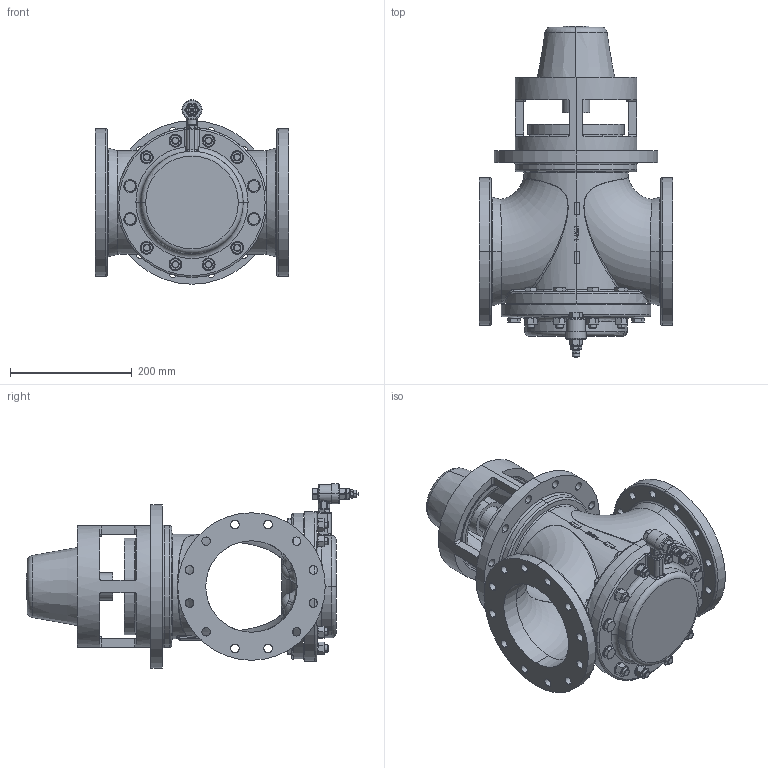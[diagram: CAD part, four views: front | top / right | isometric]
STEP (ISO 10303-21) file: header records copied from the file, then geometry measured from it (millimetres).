
FILE_DESCRIPTION (( 'STEP AP214' ), '1' );
FILE_NAME ('BO150-T_14560.STEP', '2012-09-27T06:48:10', ( 'Admin2' ), ( '' ), 'SwSTEP 2.0', 'SolidWorks 2010', '' );
FILE_SCHEMA (( 'AUTOMOTIVE_DESIGN' ));
Length unit declared in the file: millimetre
Products named in the file (1): BO150-T_14560
Bounding box: 318 x 544.54 x 302.5 mm (x, y, z)
Surface area: 955412.9 mm2 (no closed solid volume)
Topology: 0 solids, 67 shells, 1111 faces, 3662 edges, 2460 vertices
Faces by surface type: plane 407, cylinder 270, cone 176, bspline 167, torus 76, sphere 15
Entity records: 72286 total; most frequent: CARTESIAN_POINT 30697, ORIENTED_EDGE 5770, DIRECTION 5538, EDGE_CURVE 3646, VERTEX_POINT 2460, AXIS2_PLACEMENT_3D 2034, VECTOR 1470, LINE 1470
